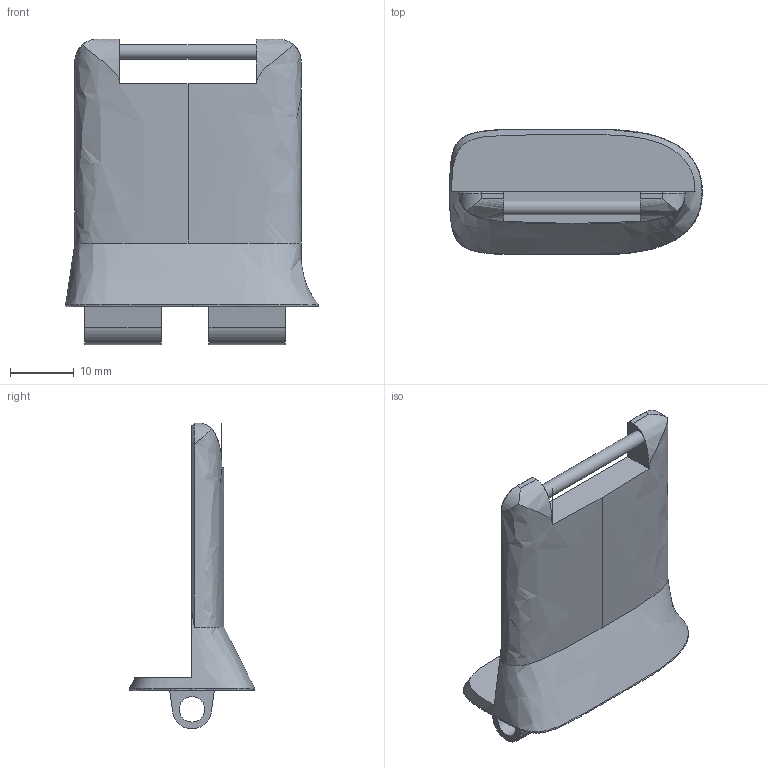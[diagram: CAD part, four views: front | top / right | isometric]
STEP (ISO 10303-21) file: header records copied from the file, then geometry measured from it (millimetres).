
FILE_DESCRIPTION(/* description */ (''),/* implementation_level */ '2;1');
FILE_NAME(/* name */ 'Logitech c270b v1.step',/* time_stamp */ '2021-12-02T17:35:34-05:00',/* author */ (''),/* organization */ (''),/* preprocessor_version */ 'ST-DEVELOPER v18.1',/* originating_system */ 'Autodesk Translation Framework v10.10.0.1391',/* authorisation */ '');
FILE_SCHEMA (('AUTOMOTIVE_DESIGN { 1 0 10303 214 3 1 1 }'));
Length unit declared in the file: millimetre
Products named in the file (1): Logitech c270b
Bounding box: 39.67 x 19.72 x 47.99 mm (x, y, z)
Volume: 7938.8 mm3; surface area: 4992.8 mm2
Topology: 1 solids, 1 shells, 44 faces, 113 edges, 72 vertices
Faces by surface type: plane 25, bspline 11, cylinder 7, cone 1
Full cylindrical faces by diameter (mm): 2.285 x1, 4 x2
Entity records: 4544 total; most frequent: CARTESIAN_POINT 3515, ORIENTED_EDGE 226, DIRECTION 168, EDGE_CURVE 113, VERTEX_POINT 72, LINE 60, VECTOR 60, AXIS2_PLACEMENT_3D 54
